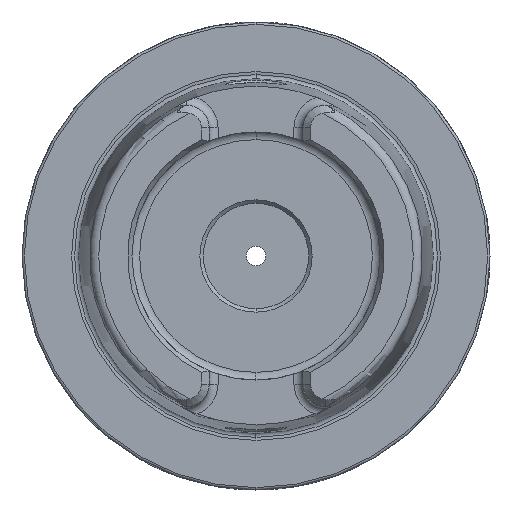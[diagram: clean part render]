
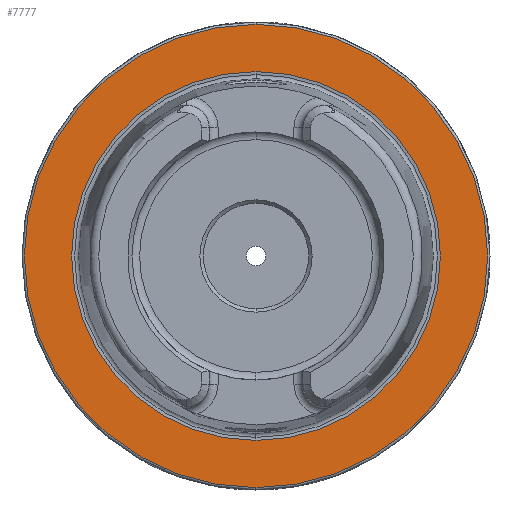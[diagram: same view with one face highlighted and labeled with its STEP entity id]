
A CAD part, left-side view. The second image highlights one B-rep face of the part: STEP entity #7777.
In plain terms, the highlighted planar face has unit normal (-1, 0, 0).
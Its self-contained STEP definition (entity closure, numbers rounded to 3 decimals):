
#139 = EDGE_LOOP ( 'NONE', ( #2200, #2201 ) ) ;
#143 = EDGE_LOOP ( 'NONE', ( #2198, #2199 ) ) ;
#611 = EDGE_CURVE ( 'NONE', #3997, #3996, #8189, .T. ) ;
#612 = EDGE_CURVE ( 'NONE', #3994, #3989, #8190, .T. ) ;
#800 = EDGE_CURVE ( 'NONE', #3996, #3997, #8612, .T. ) ;
#808 = EDGE_CURVE ( 'NONE', #3989, #3994, #8618, .T. ) ;
#2198 = ORIENTED_EDGE ( 'NONE', *, *, #612, .F. ) ;
#2199 = ORIENTED_EDGE ( 'NONE', *, *, #808, .F. ) ;
#2200 = ORIENTED_EDGE ( 'NONE', *, *, #800, .T. ) ;
#2201 = ORIENTED_EDGE ( 'NONE', *, *, #611, .T. ) ;
#2626 = AXIS2_PLACEMENT_3D ( 'NONE', #7084, #7089, #7090 ) ;
#3989 = VERTEX_POINT ( 'NONE', #4669 ) ;
#3994 = VERTEX_POINT ( 'NONE', #4674 ) ;
#3996 = VERTEX_POINT ( 'NONE', #4676 ) ;
#3997 = VERTEX_POINT ( 'NONE', #4677 ) ;
#4669 = CARTESIAN_POINT ( 'NONE',  ( 0., 0., -39.405 ) ) ;
#4674 = CARTESIAN_POINT ( 'NONE',  ( 0., 0., 39.405 ) ) ;
#4676 = CARTESIAN_POINT ( 'NONE',  ( 0., 0., 49.5 ) ) ;
#4677 = CARTESIAN_POINT ( 'NONE',  ( 0., 0., -49.5 ) ) ;
#6233 = FACE_BOUND ( 'NONE', #143, .T. ) ;
#6236 = FACE_OUTER_BOUND ( 'NONE', #139, .T. ) ;
#7084 = CARTESIAN_POINT ( 'NONE',  ( 0., 49.5, 0. ) ) ;
#7087 = PLANE ( 'NONE',  #2626 ) ;
#7089 = DIRECTION ( 'NONE',  ( 1., 0., 0. ) ) ;
#7090 = DIRECTION ( 'NONE',  ( 0., 0., -1. ) ) ;
#7777 = ADVANCED_FACE ( 'NONE', ( #6233, #6236 ), #7087, .F. ) ;
#7823 = AXIS2_PLACEMENT_3D ( 'NONE', #8368, #8369, #8370 ) ;
#7824 = AXIS2_PLACEMENT_3D ( 'NONE', #8371, #8372, #8373 ) ;
#7911 = AXIS2_PLACEMENT_3D ( 'NONE', #8972, #8973, #8974 ) ;
#7915 = AXIS2_PLACEMENT_3D ( 'NONE', #9018, #9019, #9020 ) ;
#8189 = CIRCLE ( 'NONE', #7823, 49.5 ) ;
#8190 = CIRCLE ( 'NONE', #7824, 39.405 ) ;
#8368 = CARTESIAN_POINT ( 'NONE',  ( 0., 0., 0. ) ) ;
#8369 = DIRECTION ( 'NONE',  ( -1., 0., 0. ) ) ;
#8370 = DIRECTION ( 'NONE',  ( 0., 0., 1. ) ) ;
#8371 = CARTESIAN_POINT ( 'NONE',  ( 0., 0., 0. ) ) ;
#8372 = DIRECTION ( 'NONE',  ( -1., 0., 0. ) ) ;
#8373 = DIRECTION ( 'NONE',  ( 0., 0., 1. ) ) ;
#8612 = CIRCLE ( 'NONE', #7911, 49.5 ) ;
#8618 = CIRCLE ( 'NONE', #7915, 39.405 ) ;
#8972 = CARTESIAN_POINT ( 'NONE',  ( 0., 0., 0. ) ) ;
#8973 = DIRECTION ( 'NONE',  ( -1., 0., 0. ) ) ;
#8974 = DIRECTION ( 'NONE',  ( 0., 0., 1. ) ) ;
#9018 = CARTESIAN_POINT ( 'NONE',  ( 0., 0., 0. ) ) ;
#9019 = DIRECTION ( 'NONE',  ( -1., 0., 0. ) ) ;
#9020 = DIRECTION ( 'NONE',  ( 0., 0., 1. ) ) ;
